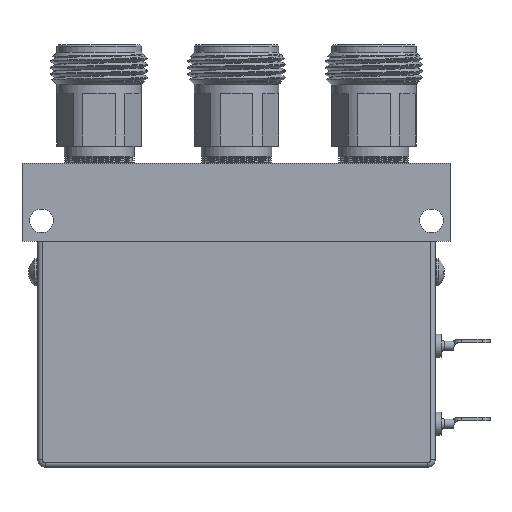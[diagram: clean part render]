
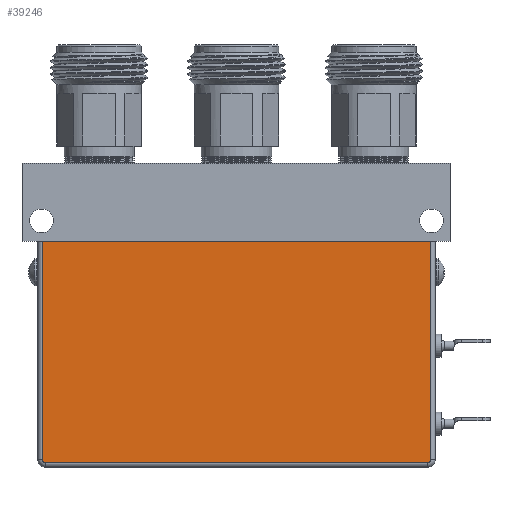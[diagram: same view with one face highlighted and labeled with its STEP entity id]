
A CAD part, front view. The second image highlights one B-rep face of the part: STEP entity #39246.
In plain terms, the highlighted planar face has unit normal (0, -1, 0).
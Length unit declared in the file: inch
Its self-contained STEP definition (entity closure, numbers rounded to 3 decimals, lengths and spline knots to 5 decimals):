
#183 = ORIENTED_EDGE ( 'NONE', *, *, #55031, .F. ) ;
#557 = AXIS2_PLACEMENT_3D ( 'NONE', #40373, #40659, #27194 ) ;
#3130 = DIRECTION ( 'NONE',  ( 0., 0., -1. ) ) ;
#4359 = FACE_OUTER_BOUND ( 'NONE', #56662, .T. ) ;
#5457 = EDGE_CURVE ( 'NONE', #47866, #50117, #14947, .T. ) ;
#9026 = EDGE_CURVE ( 'NONE', #19366, #31043, #23555, .T. ) ;
#11100 = CARTESIAN_POINT ( 'NONE',  ( 1.225, -0.45, -0.945 ) ) ;
#11699 = DIRECTION ( 'NONE',  ( 0., 0., 1. ) ) ;
#12038 = CARTESIAN_POINT ( 'NONE',  ( 1.245, -0.45, 0.475 ) ) ;
#12224 = CARTESIAN_POINT ( 'NONE',  ( 1.225, -0.45, -0.925 ) ) ;
#12305 = DIRECTION ( 'NONE',  ( 0., 0., -1. ) ) ;
#14947 = LINE ( 'NONE', #11100, #39962 ) ;
#17820 = CARTESIAN_POINT ( 'NONE',  ( -1.245, -0.45, -0.925 ) ) ;
#17835 = PLANE ( 'NONE',  #557 ) ;
#19366 = VERTEX_POINT ( 'NONE', #31487 ) ;
#19961 = EDGE_CURVE ( 'NONE', #31043, #47866, #28782, .T. ) ;
#22188 = DIRECTION ( 'NONE',  ( 0., -1., 0. ) ) ;
#23555 = LINE ( 'NONE', #32905, #30337 ) ;
#24097 = AXIS2_PLACEMENT_3D ( 'NONE', #52154, #57131, #12305 ) ;
#26736 = EDGE_CURVE ( 'NONE', #50117, #46878, #53626, .T. ) ;
#26846 = CARTESIAN_POINT ( 'NONE',  ( -1.225, -0.45, -0.945 ) ) ;
#26970 = VECTOR ( 'NONE', #38100, 39.37008 ) ;
#27194 = DIRECTION ( 'NONE',  ( 0., 0., -1. ) ) ;
#28234 = DIRECTION ( 'NONE',  ( 0., 0., -1. ) ) ;
#28782 = CIRCLE ( 'NONE', #24097, 0.02 ) ;
#30337 = VECTOR ( 'NONE', #28234, 39.37008 ) ;
#30442 = CARTESIAN_POINT ( 'NONE',  ( 1.245, -0.45, 0.475 ) ) ;
#31043 = VERTEX_POINT ( 'NONE', #17820 ) ;
#31208 = VECTOR ( 'NONE', #11699, 39.37008 ) ;
#31487 = CARTESIAN_POINT ( 'NONE',  ( -1.245, -0.45, 0.475 ) ) ;
#32905 = CARTESIAN_POINT ( 'NONE',  ( -1.245, -0.45, -0.925 ) ) ;
#33940 = AXIS2_PLACEMENT_3D ( 'NONE', #12224, #22188, #3130 ) ;
#33996 = EDGE_CURVE ( 'NONE', #46878, #56375, #56509, .T. ) ;
#34733 = CARTESIAN_POINT ( 'NONE',  ( 1.245, -0.45, -0.925 ) ) ;
#37468 = DIRECTION ( 'NONE',  ( 1., 0., 0. ) ) ;
#38100 = DIRECTION ( 'NONE',  ( 1., 0., 0. ) ) ;
#38384 = CARTESIAN_POINT ( 'NONE',  ( 0., -0.45, 0.475 ) ) ;
#39246 = ADVANCED_FACE ( 'NONE', ( #4359 ), #17835, .T. ) ;
#39962 = VECTOR ( 'NONE', #37468, 39.37008 ) ;
#40373 = CARTESIAN_POINT ( 'NONE',  ( 0., -0.45, 0. ) ) ;
#40659 = DIRECTION ( 'NONE',  ( 0., -1., 0. ) ) ;
#42499 = ORIENTED_EDGE ( 'NONE', *, *, #26736, .T. ) ;
#43334 = ORIENTED_EDGE ( 'NONE', *, *, #19961, .T. ) ;
#45206 = CARTESIAN_POINT ( 'NONE',  ( 1.225, -0.45, -0.945 ) ) ;
#46609 = LINE ( 'NONE', #38384, #26970 ) ;
#46878 = VERTEX_POINT ( 'NONE', #34733 ) ;
#47866 = VERTEX_POINT ( 'NONE', #26846 ) ;
#50117 = VERTEX_POINT ( 'NONE', #45206 ) ;
#50624 = ORIENTED_EDGE ( 'NONE', *, *, #33996, .T. ) ;
#50973 = ORIENTED_EDGE ( 'NONE', *, *, #5457, .T. ) ;
#52154 = CARTESIAN_POINT ( 'NONE',  ( -1.225, -0.45, -0.925 ) ) ;
#53626 = CIRCLE ( 'NONE', #33940, 0.02 ) ;
#55031 = EDGE_CURVE ( 'NONE', #19366, #56375, #46609, .T. ) ;
#56375 = VERTEX_POINT ( 'NONE', #12038 ) ;
#56509 = LINE ( 'NONE', #30442, #31208 ) ;
#56662 = EDGE_LOOP ( 'NONE', ( #183, #57261, #43334, #50973, #42499, #50624 ) ) ;
#57131 = DIRECTION ( 'NONE',  ( 0., -1., 0. ) ) ;
#57261 = ORIENTED_EDGE ( 'NONE', *, *, #9026, .T. ) ;
